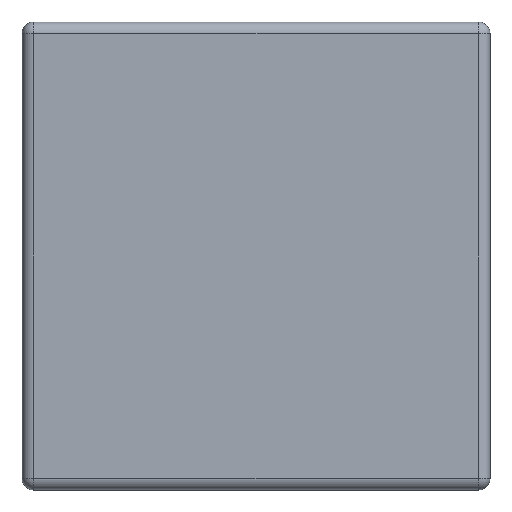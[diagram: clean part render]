
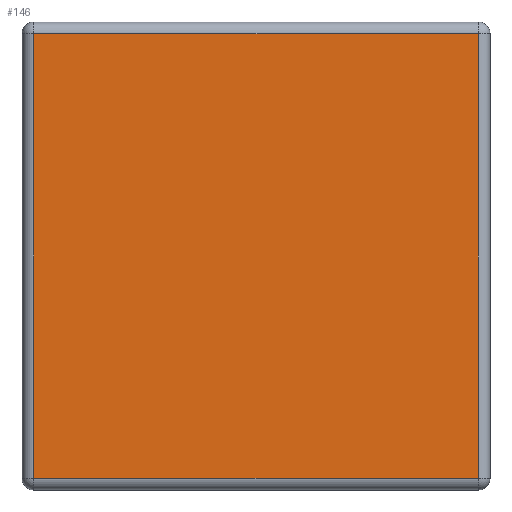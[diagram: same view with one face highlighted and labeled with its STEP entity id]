
A CAD part, front view. The second image highlights one B-rep face of the part: STEP entity #146.
In plain terms, the highlighted planar face has unit normal (0, -1, 0).
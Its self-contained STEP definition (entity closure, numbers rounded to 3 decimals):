
#68 = ORIENTED_EDGE ( 'NONE', *, *, #879, .T. ) ;
#103 = CARTESIAN_POINT ( 'NONE',  ( 19., 0., 19. ) ) ;
#146 = ADVANCED_FACE ( 'NONE', ( #282 ), #635, .F. ) ;
#195 = VERTEX_POINT ( 'NONE', #204 ) ;
#204 = CARTESIAN_POINT ( 'NONE',  ( 19., 0., -19. ) ) ;
#208 = DIRECTION ( 'NONE',  ( 0., 0., 1. ) ) ;
#233 = CARTESIAN_POINT ( 'NONE',  ( 20., 0., -19. ) ) ;
#257 = DIRECTION ( 'NONE',  ( -1., 0., 0. ) ) ;
#258 = VECTOR ( 'NONE', #766, 1000. ) ;
#282 = FACE_OUTER_BOUND ( 'NONE', #610, .T. ) ;
#322 = CARTESIAN_POINT ( 'NONE',  ( -19., 0., 19. ) ) ;
#344 = VERTEX_POINT ( 'NONE', #103 ) ;
#354 = VERTEX_POINT ( 'NONE', #322 ) ;
#360 = ORIENTED_EDGE ( 'NONE', *, *, #844, .T. ) ;
#610 = EDGE_LOOP ( 'NONE', ( #736, #68, #819, #360 ) ) ;
#615 = VECTOR ( 'NONE', #1001, 1000. ) ;
#635 = PLANE ( 'NONE',  #856 ) ;
#649 = CARTESIAN_POINT ( 'NONE',  ( -19., 0., -19. ) ) ;
#736 = ORIENTED_EDGE ( 'NONE', *, *, #1175, .T. ) ;
#763 = DIRECTION ( 'NONE',  ( 0., 0., 1. ) ) ;
#766 = DIRECTION ( 'NONE',  ( 0., 0., -1. ) ) ;
#818 = LINE ( 'NONE', #1123, #258 ) ;
#819 = ORIENTED_EDGE ( 'NONE', *, *, #1002, .T. ) ;
#834 = CARTESIAN_POINT ( 'NONE',  ( 0., 0., 19. ) ) ;
#844 = EDGE_CURVE ( 'NONE', #354, #1188, #818, .T. ) ;
#856 = AXIS2_PLACEMENT_3D ( 'NONE', #1431, #1065, #763 ) ;
#879 = EDGE_CURVE ( 'NONE', #195, #344, #1385, .T. ) ;
#1001 = DIRECTION ( 'NONE',  ( 1., 0., 0. ) ) ;
#1002 = EDGE_CURVE ( 'NONE', #344, #354, #1050, .T. ) ;
#1050 = LINE ( 'NONE', #834, #1313 ) ;
#1065 = DIRECTION ( 'NONE',  ( 0., 1., 0. ) ) ;
#1123 = CARTESIAN_POINT ( 'NONE',  ( -19., 0., 0. ) ) ;
#1137 = LINE ( 'NONE', #233, #615 ) ;
#1157 = CARTESIAN_POINT ( 'NONE',  ( 19., 0., 20. ) ) ;
#1175 = EDGE_CURVE ( 'NONE', #1188, #195, #1137, .T. ) ;
#1188 = VERTEX_POINT ( 'NONE', #649 ) ;
#1313 = VECTOR ( 'NONE', #257, 1000. ) ;
#1329 = VECTOR ( 'NONE', #208, 1000. ) ;
#1385 = LINE ( 'NONE', #1157, #1329 ) ;
#1431 = CARTESIAN_POINT ( 'NONE',  ( 0., 0., 0. ) ) ;
